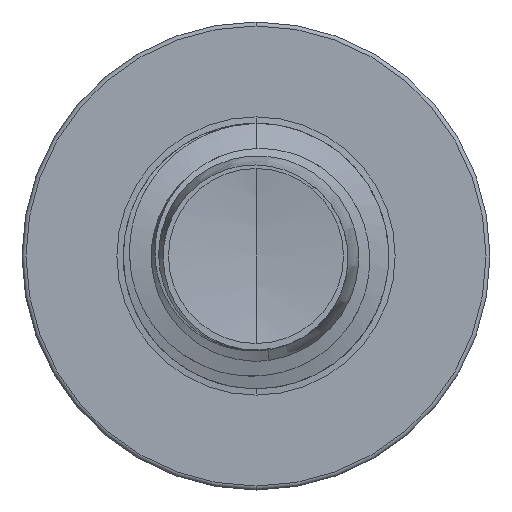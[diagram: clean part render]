
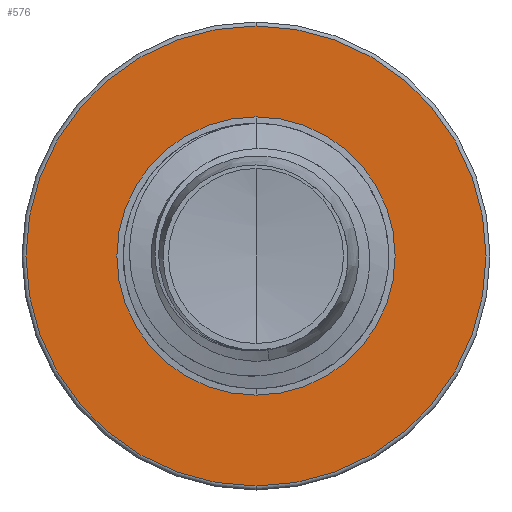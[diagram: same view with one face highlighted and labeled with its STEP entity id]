
A CAD part, front view. The second image highlights one B-rep face of the part: STEP entity #576.
In plain terms, the highlighted planar face has unit normal (0, -1, 0).
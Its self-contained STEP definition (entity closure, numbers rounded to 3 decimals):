
#380 = FACE_BOUND ( 'NONE', #1949, .T. ) ;
#397 = FACE_OUTER_BOUND ( 'NONE', #6686, .T. ) ;
#576 = ADVANCED_FACE ( 'NONE', ( #397, #380 ), #11022, .F. ) ;
#866 = DIRECTION ( 'NONE',  ( 0., 1., 0. ) ) ;
#1693 = VERTEX_POINT ( 'NONE', #3759 ) ;
#1906 = CARTESIAN_POINT ( 'NONE',  ( 0., 10., 0. ) ) ;
#1949 = EDGE_LOOP ( 'NONE', ( #9077, #9246 ) ) ;
#2261 = DIRECTION ( 'NONE',  ( 0., 1., 0. ) ) ;
#3027 = CIRCLE ( 'NONE', #6566, 6.93 ) ;
#3256 = DIRECTION ( 'NONE',  ( 0., 0., 1. ) ) ;
#3529 = DIRECTION ( 'NONE',  ( 0., 0., 1. ) ) ;
#3759 = CARTESIAN_POINT ( 'NONE',  ( 0., 10., -6.93 ) ) ;
#4763 = DIRECTION ( 'NONE',  ( 0., 1., 0. ) ) ;
#5063 = CIRCLE ( 'NONE', #7904, 4.192 ) ;
#5808 = CIRCLE ( 'NONE', #10393, 4.192 ) ;
#6566 = AXIS2_PLACEMENT_3D ( 'NONE', #12242, #4763, #13536 ) ;
#6585 = VERTEX_POINT ( 'NONE', #13543 ) ;
#6686 = EDGE_LOOP ( 'NONE', ( #8570, #8844 ) ) ;
#7437 = DIRECTION ( 'NONE',  ( 0., 1., 0. ) ) ;
#7904 = AXIS2_PLACEMENT_3D ( 'NONE', #9899, #2261, #11115 ) ;
#8570 = ORIENTED_EDGE ( 'NONE', *, *, #12303, .F. ) ;
#8844 = ORIENTED_EDGE ( 'NONE', *, *, #15272, .F. ) ;
#9077 = ORIENTED_EDGE ( 'NONE', *, *, #15369, .T. ) ;
#9246 = ORIENTED_EDGE ( 'NONE', *, *, #14497, .T. ) ;
#9479 = AXIS2_PLACEMENT_3D ( 'NONE', #1906, #10800, #3256 ) ;
#9789 = VERTEX_POINT ( 'NONE', #15218 ) ;
#9899 = CARTESIAN_POINT ( 'NONE',  ( 0., 10., 0. ) ) ;
#10393 = AXIS2_PLACEMENT_3D ( 'NONE', #14861, #7437, #16099 ) ;
#10800 = DIRECTION ( 'NONE',  ( 0., 1., 0. ) ) ;
#10934 = CARTESIAN_POINT ( 'NONE',  ( 0., 10., -4.192 ) ) ;
#11022 = PLANE ( 'NONE',  #12008 ) ;
#11115 = DIRECTION ( 'NONE',  ( 0., 0., 1. ) ) ;
#11567 = CIRCLE ( 'NONE', #9479, 6.93 ) ;
#12008 = AXIS2_PLACEMENT_3D ( 'NONE', #12300, #866, #3529 ) ;
#12242 = CARTESIAN_POINT ( 'NONE',  ( 0., 10., 0. ) ) ;
#12300 = CARTESIAN_POINT ( 'NONE',  ( 0., 10., -4.192 ) ) ;
#12303 = EDGE_CURVE ( 'NONE', #9789, #1693, #11567, .T. ) ;
#13358 = VERTEX_POINT ( 'NONE', #10934 ) ;
#13536 = DIRECTION ( 'NONE',  ( 0., 0., 1. ) ) ;
#13543 = CARTESIAN_POINT ( 'NONE',  ( 0., 10., 4.192 ) ) ;
#14497 = EDGE_CURVE ( 'NONE', #13358, #6585, #5808, .T. ) ;
#14861 = CARTESIAN_POINT ( 'NONE',  ( 0., 10., 0. ) ) ;
#15218 = CARTESIAN_POINT ( 'NONE',  ( 0., 10., 6.93 ) ) ;
#15272 = EDGE_CURVE ( 'NONE', #1693, #9789, #3027, .T. ) ;
#15369 = EDGE_CURVE ( 'NONE', #6585, #13358, #5063, .T. ) ;
#16099 = DIRECTION ( 'NONE',  ( 0., 0., 1. ) ) ;
